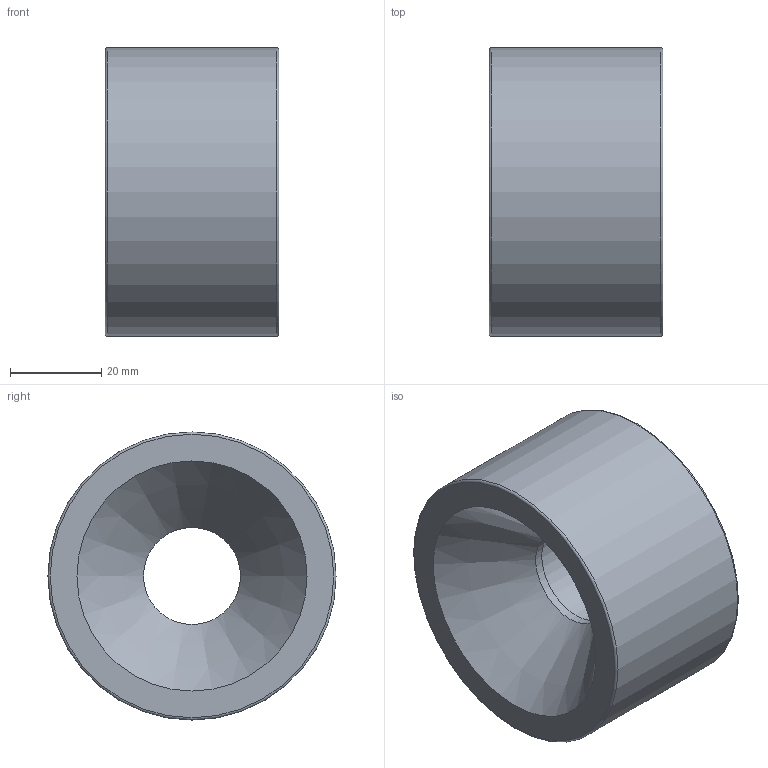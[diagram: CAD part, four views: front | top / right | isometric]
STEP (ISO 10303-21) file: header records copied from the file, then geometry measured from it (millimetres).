
FILE_DESCRIPTION(/* description */ ('PVC Reducer Short, Ø63-Ø25, PN16'),/* implementation_level */ '2;1');
FILE_NAME(/* name */ 'RB90U-063-025',/* time_stamp */ '2022-05-02T11:45:06+02:00',/* author */ ('COAB Solutions'),/* organization */ ('GPA Flowsystem'),/* preprocessor_version */ 'ST-DEVELOPER v18.1',/* originating_system */ 'www.coabsolutions.com',/* authorisation */ '');
FILE_SCHEMA (('AUTOMOTIVE_DESIGN { 1 0 10303 214 3 1 1 }'));
Length unit declared in the file: millimetre
Products named in the file (1): RB90U-063-025
Bounding box: 38 x 63 x 63 mm (x, y, z)
Volume: 65681.6 mm3; surface area: 23819.8 mm2
Topology: 1 solids, 1 shells, 13 faces, 24 edges, 15 vertices
Faces by surface type: cylinder 5, plane 4, torus 2, cone 2
Full cylindrical faces by diameter (mm): 21.2 x1, 25 x1, 37.667 x1, 50.333 x1, 63 x1
Entity records: 376 total; most frequent: DIRECTION 69, CARTESIAN_POINT 53, ORIENTED_EDGE 48, AXIS2_PLACEMENT_3D 31, EDGE_CURVE 24, EDGE_LOOP 17, CIRCLE 17, VERTEX_POINT 15
